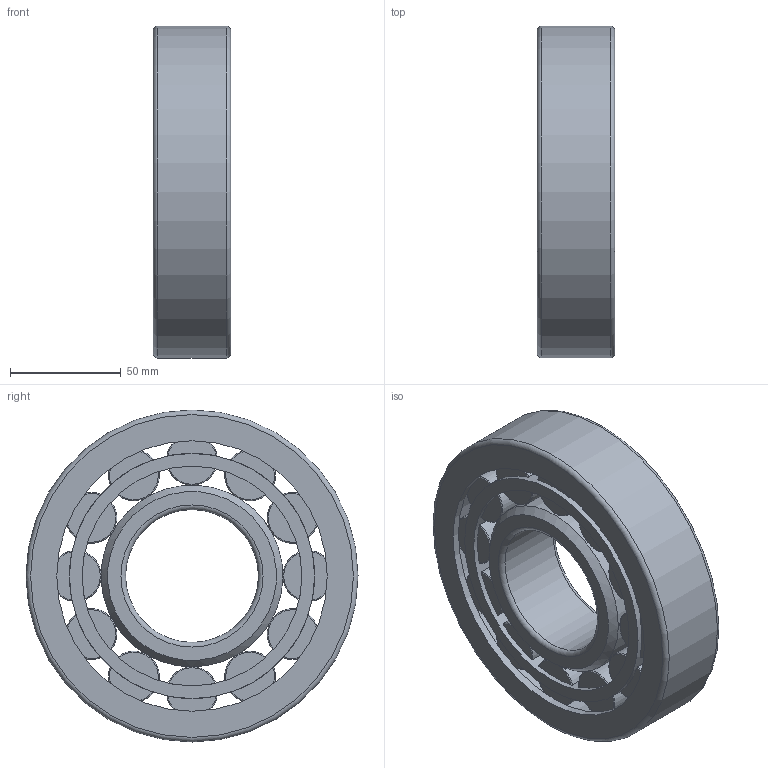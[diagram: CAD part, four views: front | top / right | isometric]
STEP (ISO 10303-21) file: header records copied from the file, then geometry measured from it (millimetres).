
FILE_DESCRIPTION(/* description */ (''),/* implementation_level */ '2;1');
FILE_NAME(/* name */ 'ISO 15 - 60 x 150 x 35.stp',/* time_stamp */ '2020-09-04T00:24:20+05:00',/* author */ ('Дом'),/* organization */ (''),/* preprocessor_version */ 'ST-DEVELOPER v18.1',/* originating_system */ 'Autodesk Inventor 2021',/* authorisation */ '');
FILE_SCHEMA (('AUTOMOTIVE_DESIGN { 1 0 10303 214 3 1 1 }'));
Length unit declared in the file: millimetre
Products named in the file (1): roller bearing 12_ISO 15 RCR - 0460 - 10,SI,NC,10
Bounding box: 35 x 150 x 150 mm (x, y, z)
Volume: 408723.8 mm3; surface area: 98280 mm2
Topology: 1 solids, 1 shells, 166 faces, 487 edges, 325 vertices
Faces by surface type: cylinder 56, plane 56, torus 52, cone 2
Full cylindrical faces by diameter (mm): 60 x1, 82.05 x1, 99.26 x1, 110.74 x1, 122.213 x2, 127.95 x1, 150 x1
Entity records: 9127 total; most frequent: CARTESIAN_POINT 4636, ORIENTED_EDGE 974, DIRECTION 900, EDGE_CURVE 487, AXIS2_PLACEMENT_3D 395, VERTEX_POINT 325, CIRCLE 228, EDGE_LOOP 218
